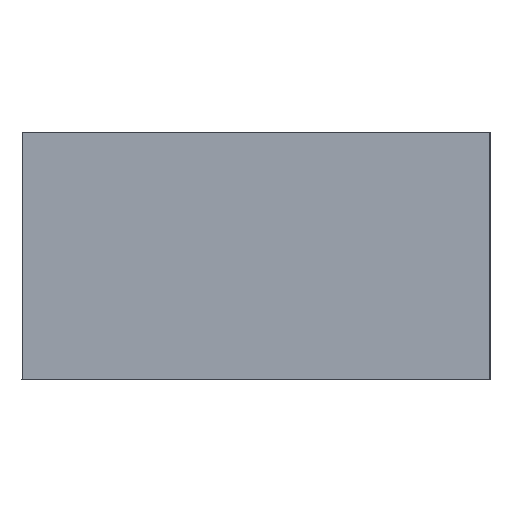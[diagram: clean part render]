
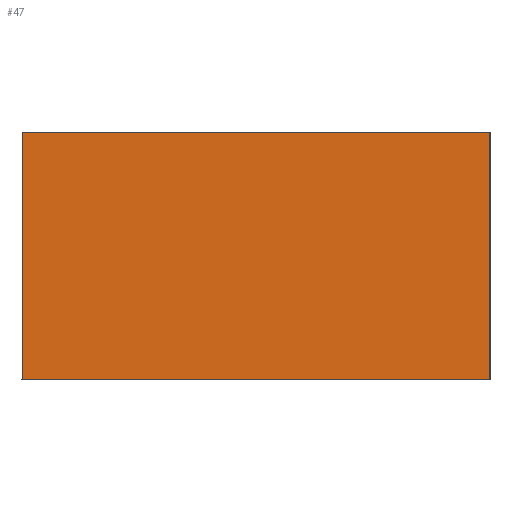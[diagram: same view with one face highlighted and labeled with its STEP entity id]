
A CAD part, left-side view. The second image highlights one B-rep face of the part: STEP entity #47.
In plain terms, the highlighted planar face has unit normal (-1, 0, 0).
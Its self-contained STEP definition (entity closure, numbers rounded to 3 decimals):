
#47=ADVANCED_FACE('',(#100),#101,.T.);
#100=FACE_OUTER_BOUND('',#156,.T.);
#101=PLANE('',#157);
#156=EDGE_LOOP('',(#221,#222,#223,#224));
#157=AXIS2_PLACEMENT_3D('',#225,#226,#227);
#221=ORIENTED_EDGE('',*,*,#354,.T.);
#222=ORIENTED_EDGE('',*,*,#359,.T.);
#223=ORIENTED_EDGE('',*,*,#360,.T.);
#224=ORIENTED_EDGE('',*,*,#361,.F.);
#225=CARTESIAN_POINT('',(-1.55,0.,0.0));
#226=DIRECTION('',(-1.0,0.0,0.0));
#227=DIRECTION('',(0.0,0.0,1.0));
#354=EDGE_CURVE('',#415,#419,#421,.T.);
#359=EDGE_CURVE('',#419,#426,#427,.T.);
#360=EDGE_CURVE('',#426,#428,#429,.T.);
#361=EDGE_CURVE('',#415,#428,#430,.T.);
#415=VERTEX_POINT('',#506);
#419=VERTEX_POINT('',#512);
#421=LINE('',#515,#516);
#426=VERTEX_POINT('',#523);
#427=LINE('',#524,#525);
#428=VERTEX_POINT('',#526);
#429=LINE('',#527,#528);
#430=LINE('',#529,#530);
#506=CARTESIAN_POINT('',(-1.55,0.85,0.));
#512=CARTESIAN_POINT('',(-1.55,0.,0.));
#515=CARTESIAN_POINT('',(-1.55,0.85,0.));
#516=VECTOR('',#627,0.85);
#523=CARTESIAN_POINT('',(-1.55,0.,0.45));
#524=CARTESIAN_POINT('',(-1.55,0.,0.));
#525=VECTOR('',#630,0.45);
#526=CARTESIAN_POINT('',(-1.55,0.85,0.45));
#527=CARTESIAN_POINT('',(-1.55,0.0,0.45));
#528=VECTOR('',#631,0.85);
#529=CARTESIAN_POINT('',(-1.55,0.85,0.));
#530=VECTOR('',#632,0.45);
#627=DIRECTION('',(0.0,-1.0,0.0));
#630=DIRECTION('',(0.0,0.0,1.0));
#631=DIRECTION('',(0.0,1.0,0.0));
#632=DIRECTION('',(0.0,0.0,1.0));
